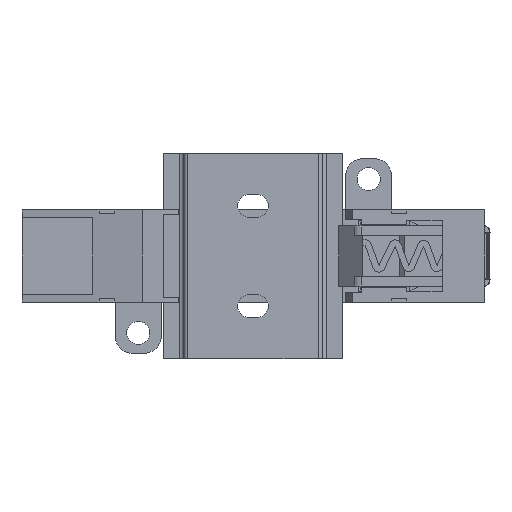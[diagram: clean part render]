
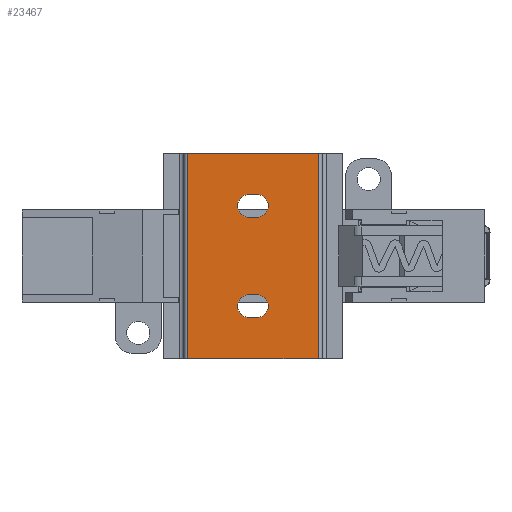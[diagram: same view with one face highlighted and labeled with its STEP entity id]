
A CAD part, front view. The second image highlights one B-rep face of the part: STEP entity #23467.
In plain terms, the highlighted face is planar.
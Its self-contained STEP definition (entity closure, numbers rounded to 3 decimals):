
#388 = DIRECTION ( 'NONE',  ( 1., 0., 0. ) ) ;
#716 = EDGE_CURVE ( 'NONE', #5397, #11449, #8774, .T. ) ;
#1161 = LINE ( 'NONE', #3923, #10724 ) ;
#1321 = CARTESIAN_POINT ( 'NONE',  ( -41.75, 29.75, 2.5 ) ) ;
#1326 = DIRECTION ( 'NONE',  ( 1., 0., 0. ) ) ;
#1401 = ORIENTED_EDGE ( 'NONE', *, *, #12048, .T. ) ;
#1599 = AXIS2_PLACEMENT_3D ( 'NONE', #3065, #10992, #13057 ) ;
#1714 = VERTEX_POINT ( 'NONE', #12462 ) ;
#2166 = EDGE_CURVE ( 'NONE', #13524, #7955, #8983, .T. ) ;
#2211 = ORIENTED_EDGE ( 'NONE', *, *, #17098, .T. ) ;
#2250 = EDGE_CURVE ( 'NONE', #19030, #1714, #8338, .T. ) ;
#2384 = DIRECTION ( 'NONE',  ( 0., 0., 1. ) ) ;
#2484 = VECTOR ( 'NONE', #12717, 1000. ) ;
#2667 = VERTEX_POINT ( 'NONE', #7001 ) ;
#2808 = CARTESIAN_POINT ( 'NONE',  ( -43.25, 32., 2.5 ) ) ;
#3065 = CARTESIAN_POINT ( 'NONE',  ( -43.25, 10.25, 2.5 ) ) ;
#3138 = LINE ( 'NONE', #14766, #18090 ) ;
#3145 = CARTESIAN_POINT ( 'NONE',  ( -43.25, 27.5, 2.5 ) ) ;
#3336 = DIRECTION ( 'NONE',  ( 0., 0., 1. ) ) ;
#3415 = LINE ( 'NONE', #25265, #11702 ) ;
#3453 = LINE ( 'NONE', #20914, #2484 ) ;
#3768 = FACE_OUTER_BOUND ( 'NONE', #19202, .T. ) ;
#3923 = CARTESIAN_POINT ( 'NONE',  ( -55.2, 40., 2.5 ) ) ;
#4023 = ORIENTED_EDGE ( 'NONE', *, *, #2250, .T. ) ;
#4145 = CARTESIAN_POINT ( 'NONE',  ( -41.75, 32., 2.5 ) ) ;
#4709 = CARTESIAN_POINT ( 'NONE',  ( -29.8, 40., 2.5 ) ) ;
#4909 = DIRECTION ( 'NONE',  ( -1., 0., 0. ) ) ;
#5397 = VERTEX_POINT ( 'NONE', #6871 ) ;
#5407 = DIRECTION ( 'NONE',  ( 0., 0., 1. ) ) ;
#5815 = ORIENTED_EDGE ( 'NONE', *, *, #12206, .T. ) ;
#5947 = CARTESIAN_POINT ( 'NONE',  ( -41.75, 29.75, 2.5 ) ) ;
#6038 = AXIS2_PLACEMENT_3D ( 'NONE', #1321, #19426, #9361 ) ;
#6220 = EDGE_LOOP ( 'NONE', ( #23261, #5815, #1401, #22042, #24953 ) ) ;
#6558 = VERTEX_POINT ( 'NONE', #14668 ) ;
#6645 = VERTEX_POINT ( 'NONE', #2808 ) ;
#6871 = CARTESIAN_POINT ( 'NONE',  ( -43.25, 12.5, 2.5 ) ) ;
#7001 = CARTESIAN_POINT ( 'NONE',  ( -55.2, 0., 2.5 ) ) ;
#7010 = CARTESIAN_POINT ( 'NONE',  ( -43.25, 8., 2.5 ) ) ;
#7037 = CIRCLE ( 'NONE', #25327, 2.25 ) ;
#7429 = ORIENTED_EDGE ( 'NONE', *, *, #15200, .F. ) ;
#7677 = CARTESIAN_POINT ( 'NONE',  ( -55.2, 40., 2.5 ) ) ;
#7955 = VERTEX_POINT ( 'NONE', #22956 ) ;
#7976 = CARTESIAN_POINT ( 'NONE',  ( -29.8, 40., 2.5 ) ) ;
#8249 = EDGE_CURVE ( 'NONE', #7955, #13582, #7037, .T. ) ;
#8338 = LINE ( 'NONE', #4709, #14410 ) ;
#8560 = FACE_BOUND ( 'NONE', #9208, .T. ) ;
#8774 = CIRCLE ( 'NONE', #1599, 2.25 ) ;
#8983 = CIRCLE ( 'NONE', #6038, 2.25 ) ;
#9208 = EDGE_LOOP ( 'NONE', ( #2211, #13916, #20908, #12742, #20556 ) ) ;
#9241 = DIRECTION ( 'NONE',  ( 1., 0., 0. ) ) ;
#9361 = DIRECTION ( 'NONE',  ( 1., 0., 0. ) ) ;
#9822 = EDGE_CURVE ( 'NONE', #11449, #23298, #11132, .T. ) ;
#9827 = DIRECTION ( 'NONE',  ( 0., -1., 0. ) ) ;
#9893 = CIRCLE ( 'NONE', #21490, 2.25 ) ;
#10131 = EDGE_CURVE ( 'NONE', #13582, #6645, #3138, .T. ) ;
#10514 = VECTOR ( 'NONE', #11878, 1000. ) ;
#10724 = VECTOR ( 'NONE', #22188, 1000. ) ;
#10992 = DIRECTION ( 'NONE',  ( 0., 0., 1. ) ) ;
#11132 = LINE ( 'NONE', #7010, #25820 ) ;
#11449 = VERTEX_POINT ( 'NONE', #23343 ) ;
#11702 = VECTOR ( 'NONE', #4909, 1000. ) ;
#11878 = DIRECTION ( 'NONE',  ( -1., 0., 0. ) ) ;
#12048 = EDGE_CURVE ( 'NONE', #24061, #13524, #3453, .T. ) ;
#12206 = EDGE_CURVE ( 'NONE', #6645, #24061, #19721, .T. ) ;
#12408 = CARTESIAN_POINT ( 'NONE',  ( -55.2, 40., 2.5 ) ) ;
#12462 = CARTESIAN_POINT ( 'NONE',  ( -29.8, 0., 2.5 ) ) ;
#12717 = DIRECTION ( 'NONE',  ( 1., 0., 0. ) ) ;
#12742 = ORIENTED_EDGE ( 'NONE', *, *, #25540, .T. ) ;
#13057 = DIRECTION ( 'NONE',  ( 1., 0., 0. ) ) ;
#13120 = VERTEX_POINT ( 'NONE', #18700 ) ;
#13128 = ORIENTED_EDGE ( 'NONE', *, *, #18219, .T. ) ;
#13524 = VERTEX_POINT ( 'NONE', #14050 ) ;
#13582 = VERTEX_POINT ( 'NONE', #4145 ) ;
#13814 = LINE ( 'NONE', #7677, #24687 ) ;
#13916 = ORIENTED_EDGE ( 'NONE', *, *, #716, .T. ) ;
#14050 = CARTESIAN_POINT ( 'NONE',  ( -41.75, 27.5, 2.5 ) ) ;
#14196 = CARTESIAN_POINT ( 'NONE',  ( -43.25, 12.5, 2.5 ) ) ;
#14207 = AXIS2_PLACEMENT_3D ( 'NONE', #24680, #2384, #14501 ) ;
#14410 = VECTOR ( 'NONE', #15663, 1000. ) ;
#14501 = DIRECTION ( 'NONE',  ( 1., 0., 0. ) ) ;
#14668 = CARTESIAN_POINT ( 'NONE',  ( -39.5, 10.25, 2.5 ) ) ;
#14766 = CARTESIAN_POINT ( 'NONE',  ( -43.25, 32., 2.5 ) ) ;
#15075 = ORIENTED_EDGE ( 'NONE', *, *, #18469, .F. ) ;
#15200 = EDGE_CURVE ( 'NONE', #21441, #2667, #13814, .T. ) ;
#15611 = DIRECTION ( 'NONE',  ( 1., 0., 0. ) ) ;
#15663 = DIRECTION ( 'NONE',  ( 0., -1., 0. ) ) ;
#15668 = CARTESIAN_POINT ( 'NONE',  ( -55.2, 40., 2.5 ) ) ;
#16392 = AXIS2_PLACEMENT_3D ( 'NONE', #19650, #3336, #15611 ) ;
#17098 = EDGE_CURVE ( 'NONE', #13120, #5397, #20078, .T. ) ;
#17513 = PLANE ( 'NONE',  #20983 ) ;
#18090 = VECTOR ( 'NONE', #24765, 1000. ) ;
#18219 = EDGE_CURVE ( 'NONE', #1714, #2667, #3415, .T. ) ;
#18469 = EDGE_CURVE ( 'NONE', #19030, #21441, #1161, .T. ) ;
#18700 = CARTESIAN_POINT ( 'NONE',  ( -41.75, 12.5, 2.5 ) ) ;
#18720 = CARTESIAN_POINT ( 'NONE',  ( -41.75, 8., 2.5 ) ) ;
#19030 = VERTEX_POINT ( 'NONE', #7976 ) ;
#19202 = EDGE_LOOP ( 'NONE', ( #13128, #7429, #15075, #4023 ) ) ;
#19426 = DIRECTION ( 'NONE',  ( 0., 0., 1. ) ) ;
#19650 = CARTESIAN_POINT ( 'NONE',  ( -43.25, 29.75, 2.5 ) ) ;
#19721 = CIRCLE ( 'NONE', #16392, 2.25 ) ;
#20078 = LINE ( 'NONE', #14196, #10514 ) ;
#20556 = ORIENTED_EDGE ( 'NONE', *, *, #20967, .T. ) ;
#20689 = FACE_BOUND ( 'NONE', #6220, .T. ) ;
#20908 = ORIENTED_EDGE ( 'NONE', *, *, #9822, .T. ) ;
#20914 = CARTESIAN_POINT ( 'NONE',  ( -43.25, 27.5, 2.5 ) ) ;
#20967 = EDGE_CURVE ( 'NONE', #6558, #13120, #25316, .T. ) ;
#20983 = AXIS2_PLACEMENT_3D ( 'NONE', #15668, #5407, #1326 ) ;
#21441 = VERTEX_POINT ( 'NONE', #12408 ) ;
#21490 = AXIS2_PLACEMENT_3D ( 'NONE', #24853, #22777, #388 ) ;
#22042 = ORIENTED_EDGE ( 'NONE', *, *, #2166, .T. ) ;
#22188 = DIRECTION ( 'NONE',  ( -1., 0., 0. ) ) ;
#22275 = DIRECTION ( 'NONE',  ( 1., 0., 0. ) ) ;
#22777 = DIRECTION ( 'NONE',  ( 0., 0., 1. ) ) ;
#22956 = CARTESIAN_POINT ( 'NONE',  ( -39.5, 29.75, 2.5 ) ) ;
#23261 = ORIENTED_EDGE ( 'NONE', *, *, #10131, .T. ) ;
#23298 = VERTEX_POINT ( 'NONE', #18720 ) ;
#23343 = CARTESIAN_POINT ( 'NONE',  ( -43.25, 8., 2.5 ) ) ;
#23467 = ADVANCED_FACE ( 'NONE', ( #8560, #20689, #3768 ), #17513, .F. ) ;
#24061 = VERTEX_POINT ( 'NONE', #3145 ) ;
#24680 = CARTESIAN_POINT ( 'NONE',  ( -41.75, 10.25, 2.5 ) ) ;
#24687 = VECTOR ( 'NONE', #9827, 1000. ) ;
#24765 = DIRECTION ( 'NONE',  ( -1., 0., 0. ) ) ;
#24853 = CARTESIAN_POINT ( 'NONE',  ( -41.75, 10.25, 2.5 ) ) ;
#24953 = ORIENTED_EDGE ( 'NONE', *, *, #8249, .T. ) ;
#25265 = CARTESIAN_POINT ( 'NONE',  ( -55.2, 0., 2.5 ) ) ;
#25316 = CIRCLE ( 'NONE', #14207, 2.25 ) ;
#25327 = AXIS2_PLACEMENT_3D ( 'NONE', #5947, #26419, #22275 ) ;
#25540 = EDGE_CURVE ( 'NONE', #23298, #6558, #9893, .T. ) ;
#25820 = VECTOR ( 'NONE', #9241, 1000. ) ;
#26419 = DIRECTION ( 'NONE',  ( 0., 0., 1. ) ) ;
